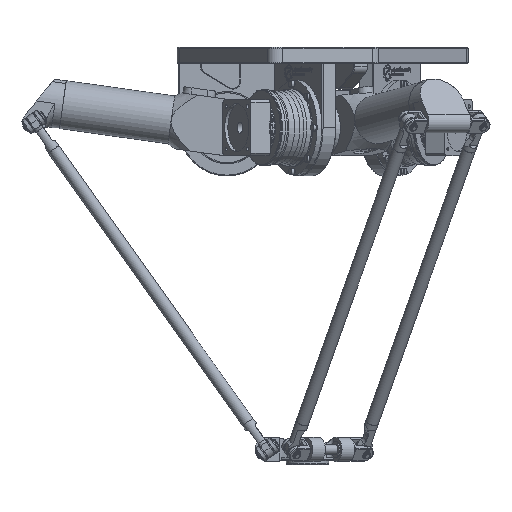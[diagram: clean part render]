
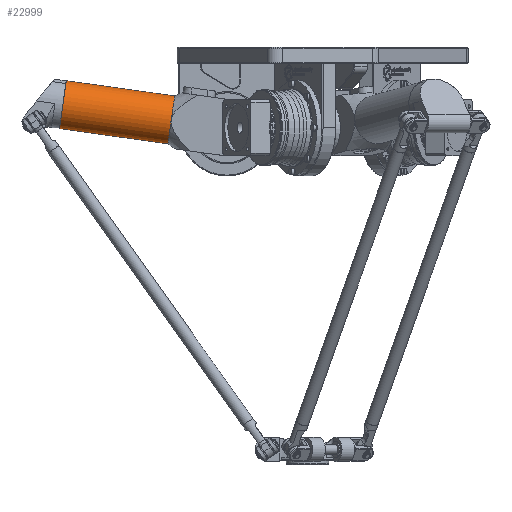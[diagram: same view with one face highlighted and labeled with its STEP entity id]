
A CAD part, front view. The second image highlights one B-rep face of the part: STEP entity #22999.
In plain terms, the highlighted cylindrical face has radius 30 mm (diameter 60 mm), a full revolution.
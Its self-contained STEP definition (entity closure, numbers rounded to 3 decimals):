
#690=FACE_BOUND('',#5516,.T.);
#2022=CIRCLE('',#25290,30.);
#2031=CIRCLE('',#25312,30.);
#2032=CIRCLE('',#25313,30.);
#2649=CYLINDRICAL_SURFACE('',#25311,30.);
#3785=FACE_OUTER_BOUND('',#5515,.T.);
#5515=EDGE_LOOP('',(#19566));
#5516=EDGE_LOOP('',(#19567,#19568));
#11305=VERTEX_POINT('',#44391);
#11328=VERTEX_POINT('',#44456);
#11329=VERTEX_POINT('',#44457);
#14143=EDGE_CURVE('',#11305,#11305,#2022,.T.);
#14174=EDGE_CURVE('',#11328,#11329,#2031,.T.);
#14175=EDGE_CURVE('',#11329,#11328,#2032,.T.);
#19566=ORIENTED_EDGE('',*,*,#14143,.T.);
#19567=ORIENTED_EDGE('',*,*,#14174,.T.);
#19568=ORIENTED_EDGE('',*,*,#14175,.T.);
#22999=ADVANCED_FACE('',(#3785,#690),#2649,.T.);
#25290=AXIS2_PLACEMENT_3D('',#44392,#30987,#30988);
#25311=AXIS2_PLACEMENT_3D('',#44455,#31049,#31050);
#25312=AXIS2_PLACEMENT_3D('',#44458,#31051,#31052);
#25313=AXIS2_PLACEMENT_3D('',#44459,#31053,#31054);
#30987=DIRECTION('center_axis',(0.,0.,-1.));
#30988=DIRECTION('ref_axis',(-1.,0.,0.));
#31049=DIRECTION('center_axis',(0.,0.,1.));
#31050=DIRECTION('ref_axis',(-1.,0.,0.));
#31051=DIRECTION('center_axis',(0.,0.,1.));
#31052=DIRECTION('ref_axis',(-1.,0.,0.));
#31053=DIRECTION('center_axis',(0.,0.,1.));
#31054=DIRECTION('ref_axis',(-1.,0.,0.));
#44391=CARTESIAN_POINT('',(0.,-30.,133.569));
#44392=CARTESIAN_POINT('Origin',(0.,0.,133.569));
#44455=CARTESIAN_POINT('Origin',(0.,0.,0.));
#44456=CARTESIAN_POINT('',(-30.,0.,-2.5));
#44457=CARTESIAN_POINT('',(30.,0.,-2.5));
#44458=CARTESIAN_POINT('Origin',(0.,0.,-2.5));
#44459=CARTESIAN_POINT('Origin',(0.,0.,-2.5));
